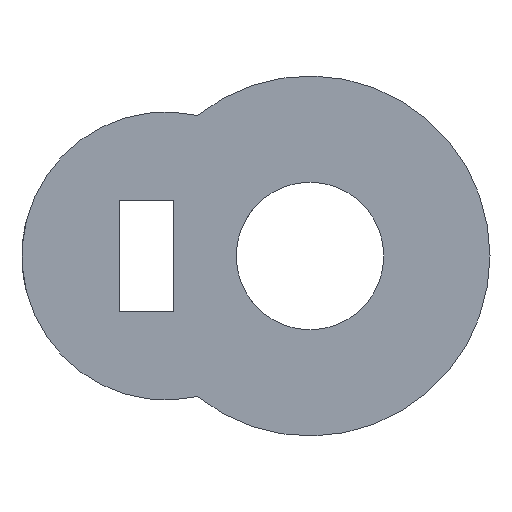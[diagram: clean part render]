
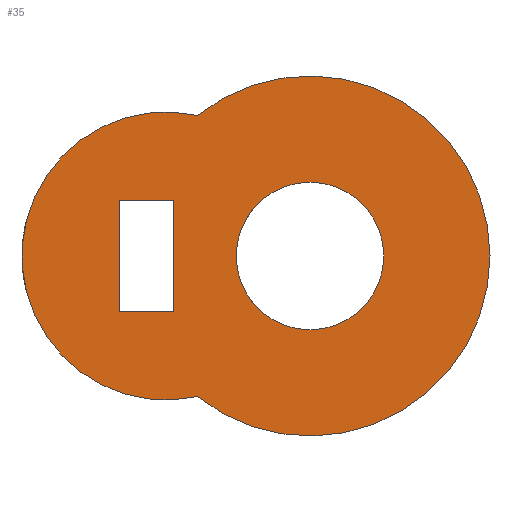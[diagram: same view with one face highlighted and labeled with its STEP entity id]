
A CAD part, front view. The second image highlights one B-rep face of the part: STEP entity #35.
In plain terms, the highlighted planar face has unit normal (0, -1, 0).
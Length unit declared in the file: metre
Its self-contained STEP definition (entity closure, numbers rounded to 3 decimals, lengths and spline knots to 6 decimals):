
#35 = ADVANCED_FACE( '', ( #74, #75, #76 ), #77, .T. );
#74 = FACE_BOUND( '', #125, .T. );
#75 = FACE_BOUND( '', #126, .T. );
#76 = FACE_OUTER_BOUND( '', #127, .T. );
#77 = PLANE( '', #128 );
#125 = EDGE_LOOP( '', ( #170, #171, #172, #173 ) );
#126 = EDGE_LOOP( '', ( #174 ) );
#127 = EDGE_LOOP( '', ( #175, #176 ) );
#128 = AXIS2_PLACEMENT_3D( '', #177, #178, #179 );
#170 = ORIENTED_EDGE( '', *, *, #262, .F. );
#171 = ORIENTED_EDGE( '', *, *, #263, .T. );
#172 = ORIENTED_EDGE( '', *, *, #264, .T. );
#173 = ORIENTED_EDGE( '', *, *, #265, .F. );
#174 = ORIENTED_EDGE( '', *, *, #266, .F. );
#175 = ORIENTED_EDGE( '', *, *, #267, .T. );
#176 = ORIENTED_EDGE( '', *, *, #268, .T. );
#177 = CARTESIAN_POINT( '', ( -0.003, -0.008, 0. ) );
#178 = DIRECTION( '', ( 0., -1., 0. ) );
#179 = DIRECTION( '', ( 1., 0., 0. ) );
#262 = EDGE_CURVE( '', #297, #298, #299, .T. );
#263 = EDGE_CURVE( '', #297, #300, #301, .T. );
#264 = EDGE_CURVE( '', #300, #302, #303, .T. );
#265 = EDGE_CURVE( '', #298, #302, #304, .T. );
#266 = EDGE_CURVE( '', #305, #305, #306, .T. );
#267 = EDGE_CURVE( '', #307, #308, #309, .T. );
#268 = EDGE_CURVE( '', #308, #307, #310, .T. );
#297 = VERTEX_POINT( '', #350 );
#298 = VERTEX_POINT( '', #351 );
#299 = LINE( '', #352, #353 );
#300 = VERTEX_POINT( '', #354 );
#301 = LINE( '', #355, #356 );
#302 = VERTEX_POINT( '', #357 );
#303 = LINE( '', #358, #359 );
#304 = LINE( '', #360, #361 );
#305 = VERTEX_POINT( '', #362 );
#306 = CIRCLE( '', #363, 0.0041 );
#307 = VERTEX_POINT( '', #364 );
#308 = VERTEX_POINT( '', #365 );
#309 = CIRCLE( '', #366, 0.008 );
#310 = CIRCLE( '', #367, 0.01 );
#350 = CARTESIAN_POINT( '', ( -0.0106, -0.008, 0.0031 ) );
#351 = CARTESIAN_POINT( '', ( -0.0106, -0.008, -0.0031 ) );
#352 = CARTESIAN_POINT( '', ( -0.0106, -0.008, 0.005343 ) );
#353 = VECTOR( '', #526, 1. );
#354 = CARTESIAN_POINT( '', ( -0.0076, -0.008, 0.0031 ) );
#355 = CARTESIAN_POINT( '', ( -0.0061, -0.008, 0.0031 ) );
#356 = VECTOR( '', #527, 1. );
#357 = CARTESIAN_POINT( '', ( -0.0076, -0.008, -0.0031 ) );
#358 = CARTESIAN_POINT( '', ( -0.0076, -0.008, 0.000194 ) );
#359 = VECTOR( '', #528, 1. );
#360 = CARTESIAN_POINT( '', ( -0.005991, -0.008, -0.0031 ) );
#361 = VECTOR( '', #529, 1. );
#362 = CARTESIAN_POINT( '', ( 0., -0.008, -0.0041 ) );
#363 = AXIS2_PLACEMENT_3D( '', #530, #531, #532 );
#364 = CARTESIAN_POINT( '', ( -0.00625, -0.008, 0.007806 ) );
#365 = CARTESIAN_POINT( '', ( -0.00625, -0.008, -0.007806 ) );
#366 = AXIS2_PLACEMENT_3D( '', #533, #534, #535 );
#367 = AXIS2_PLACEMENT_3D( '', #536, #537, #538 );
#526 = DIRECTION( '', ( 0., 0., -1. ) );
#527 = DIRECTION( '', ( 1., 0., 0. ) );
#528 = DIRECTION( '', ( 0., 0., -1. ) );
#529 = DIRECTION( '', ( 1., 0., 0. ) );
#530 = CARTESIAN_POINT( '', ( 0., -0.008, 0. ) );
#531 = DIRECTION( '', ( 0., -1., 0. ) );
#532 = DIRECTION( '', ( 0., 0., -1. ) );
#533 = CARTESIAN_POINT( '', ( -0.008, -0.008, 0. ) );
#534 = DIRECTION( '', ( 0., -1., 0. ) );
#535 = DIRECTION( '', ( 0., 0., -1. ) );
#536 = CARTESIAN_POINT( '', ( 0., -0.008, 0. ) );
#537 = DIRECTION( '', ( 0., -1., 0. ) );
#538 = DIRECTION( '', ( 0., 0., -1. ) );
